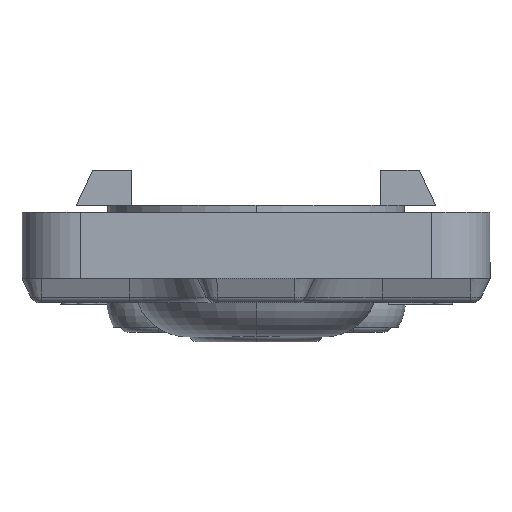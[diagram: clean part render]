
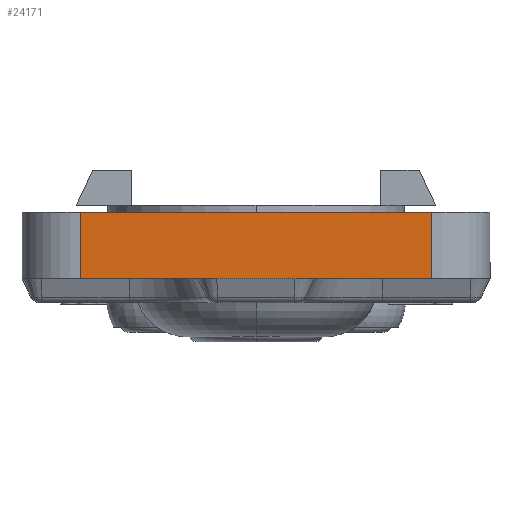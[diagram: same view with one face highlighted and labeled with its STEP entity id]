
A CAD part, left-side view. The second image highlights one B-rep face of the part: STEP entity #24171.
In plain terms, the highlighted planar face has unit normal (-1, 0, 0).
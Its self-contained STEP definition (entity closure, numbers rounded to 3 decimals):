
#117 = CARTESIAN_POINT ( 'NONE',  ( -69., 18., -4.8 ) ) ;
#616 = PLANE ( 'NONE',  #23512 ) ;
#1022 = DIRECTION ( 'NONE',  ( 0., 1., 0. ) ) ;
#1055 = EDGE_CURVE ( 'NONE', #23295, #18637, #23436, .T. ) ;
#1314 = LINE ( 'NONE', #14411, #8115 ) ;
#1987 = EDGE_CURVE ( 'NONE', #21845, #14064, #1314, .T. ) ;
#2717 = VECTOR ( 'NONE', #14501, 1000. ) ;
#4001 = LINE ( 'NONE', #117, #17555 ) ;
#4435 = CARTESIAN_POINT ( 'NONE',  ( -69., -18., -4.8 ) ) ;
#4645 = ORIENTED_EDGE ( 'NONE', *, *, #1987, .T. ) ;
#6484 = DIRECTION ( 'NONE',  ( 0., -1., 0. ) ) ;
#7193 = LINE ( 'NONE', #12575, #7847 ) ;
#7847 = VECTOR ( 'NONE', #8126, 1000. ) ;
#8115 = VECTOR ( 'NONE', #6484, 1000. ) ;
#8126 = DIRECTION ( 'NONE',  ( 0., 0., 1. ) ) ;
#9619 = CARTESIAN_POINT ( 'NONE',  ( -69., -18., 2. ) ) ;
#10298 = EDGE_CURVE ( 'NONE', #17978, #16982, #27183, .T. ) ;
#10384 = ORIENTED_EDGE ( 'NONE', *, *, #1055, .T. ) ;
#10681 = FACE_OUTER_BOUND ( 'NONE', #20376, .T. ) ;
#11040 = ORIENTED_EDGE ( 'NONE', *, *, #10298, .T. ) ;
#12575 = CARTESIAN_POINT ( 'NONE',  ( -69., -18., -4.8 ) ) ;
#12827 = CARTESIAN_POINT ( 'NONE',  ( -69., 4., -4.8 ) ) ;
#13268 = LINE ( 'NONE', #27048, #15284 ) ;
#13517 = CARTESIAN_POINT ( 'NONE',  ( -69., -18., -4.8 ) ) ;
#13671 = EDGE_CURVE ( 'NONE', #21845, #18637, #4001, .T. ) ;
#14064 = VERTEX_POINT ( 'NONE', #12827 ) ;
#14411 = CARTESIAN_POINT ( 'NONE',  ( -69., -18., -4.8 ) ) ;
#14501 = DIRECTION ( 'NONE',  ( 0., 1., 0. ) ) ;
#15284 = VECTOR ( 'NONE', #1022, 1000. ) ;
#16258 = CARTESIAN_POINT ( 'NONE',  ( -69., 18., 2. ) ) ;
#16982 = VERTEX_POINT ( 'NONE', #20413 ) ;
#17555 = VECTOR ( 'NONE', #23783, 1000. ) ;
#17871 = DIRECTION ( 'NONE',  ( 0., 0., 1. ) ) ;
#17978 = VERTEX_POINT ( 'NONE', #20811 ) ;
#18589 = CARTESIAN_POINT ( 'NONE',  ( -69., -18., 2. ) ) ;
#18637 = VERTEX_POINT ( 'NONE', #16258 ) ;
#19780 = ORIENTED_EDGE ( 'NONE', *, *, #19936, .F. ) ;
#19936 = EDGE_CURVE ( 'NONE', #17978, #14064, #13268, .T. ) ;
#20021 = EDGE_CURVE ( 'NONE', #16982, #23295, #7193, .T. ) ;
#20338 = DIRECTION ( 'NONE',  ( -1., 0., 0. ) ) ;
#20376 = EDGE_LOOP ( 'NONE', ( #20965, #10384, #26356, #4645, #19780, #11040 ) ) ;
#20413 = CARTESIAN_POINT ( 'NONE',  ( -69., -18., -4.8 ) ) ;
#20811 = CARTESIAN_POINT ( 'NONE',  ( -69., -4., -4.8 ) ) ;
#20965 = ORIENTED_EDGE ( 'NONE', *, *, #20021, .T. ) ;
#21845 = VERTEX_POINT ( 'NONE', #26084 ) ;
#23295 = VERTEX_POINT ( 'NONE', #9619 ) ;
#23436 = LINE ( 'NONE', #18589, #2717 ) ;
#23512 = AXIS2_PLACEMENT_3D ( 'NONE', #13517, #20338, #17871 ) ;
#23783 = DIRECTION ( 'NONE',  ( 0., 0., 1. ) ) ;
#24099 = DIRECTION ( 'NONE',  ( 0., -1., 0. ) ) ;
#24171 = ADVANCED_FACE ( 'NONE', ( #10681 ), #616, .T. ) ;
#25463 = VECTOR ( 'NONE', #24099, 1000. ) ;
#26084 = CARTESIAN_POINT ( 'NONE',  ( -69., 18., -4.8 ) ) ;
#26356 = ORIENTED_EDGE ( 'NONE', *, *, #13671, .F. ) ;
#27048 = CARTESIAN_POINT ( 'NONE',  ( -69., -4., -4.8 ) ) ;
#27183 = LINE ( 'NONE', #4435, #25463 ) ;
